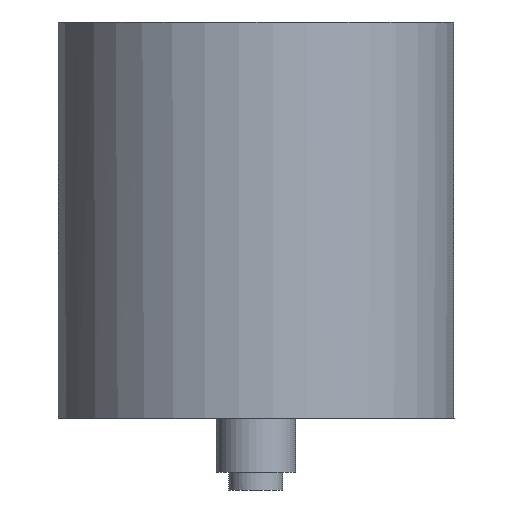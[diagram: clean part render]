
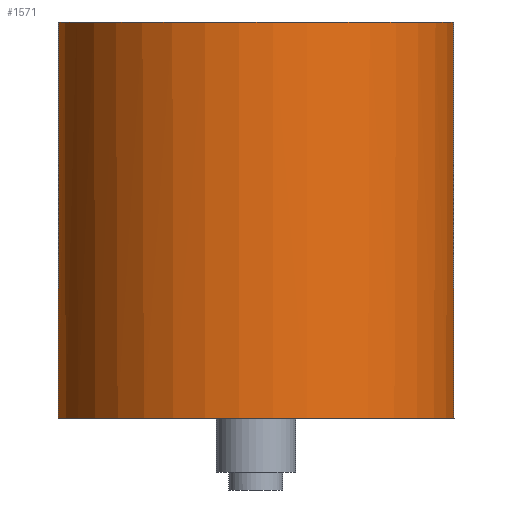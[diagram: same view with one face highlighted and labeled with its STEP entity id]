
A CAD part, front view. The second image highlights one B-rep face of the part: STEP entity #1571.
In plain terms, the highlighted cylindrical face has radius 55 mm (diameter 110 mm), a partial arc.
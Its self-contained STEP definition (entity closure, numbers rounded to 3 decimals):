
#170=LINE('',#2716,#275);
#171=LINE('',#2723,#276);
#175=LINE('',#2732,#280);
#177=LINE('',#2738,#282);
#275=VECTOR('',#2222,10.);
#276=VECTOR('',#2231,10.);
#280=VECTOR('',#2237,10.);
#282=VECTOR('',#2241,10.);
#325=CYLINDRICAL_SURFACE('',#1778,55.);
#398=FACE_OUTER_BOUND('',#492,.T.);
#492=EDGE_LOOP('',(#1403,#1404,#1405,#1406,#1407,#1408,#1409,#1410));
#627=CIRCLE('',#1775,55.);
#629=CIRCLE('',#1777,55.);
#630=CIRCLE('',#1779,55.);
#631=CIRCLE('',#1780,55.);
#772=VERTEX_POINT('',#2713);
#773=VERTEX_POINT('',#2715);
#774=VERTEX_POINT('',#2719);
#775=VERTEX_POINT('',#2721);
#777=VERTEX_POINT('',#2726);
#779=VERTEX_POINT('',#2730);
#780=VERTEX_POINT('',#2734);
#782=VERTEX_POINT('',#2737);
#992=EDGE_CURVE('',#773,#772,#170,.T.);
#996=EDGE_CURVE('',#775,#774,#171,.T.);
#1000=EDGE_CURVE('',#777,#779,#175,.T.);
#1002=EDGE_CURVE('',#782,#780,#177,.T.);
#1005=EDGE_CURVE('',#779,#773,#627,.T.);
#1007=EDGE_CURVE('',#775,#782,#629,.T.);
#1008=EDGE_CURVE('',#774,#772,#630,.T.);
#1009=EDGE_CURVE('',#777,#780,#631,.T.);
#1403=ORIENTED_EDGE('',*,*,#992,.T.);
#1404=ORIENTED_EDGE('',*,*,#1008,.F.);
#1405=ORIENTED_EDGE('',*,*,#996,.F.);
#1406=ORIENTED_EDGE('',*,*,#1007,.T.);
#1407=ORIENTED_EDGE('',*,*,#1002,.T.);
#1408=ORIENTED_EDGE('',*,*,#1009,.F.);
#1409=ORIENTED_EDGE('',*,*,#1000,.T.);
#1410=ORIENTED_EDGE('',*,*,#1005,.T.);
#1571=ADVANCED_FACE('',(#398),#325,.T.);
#1775=AXIS2_PLACEMENT_3D('',#2743,#2246,#2247);
#1777=AXIS2_PLACEMENT_3D('',#2745,#2250,#2251);
#1778=AXIS2_PLACEMENT_3D('',#2746,#2252,#2253);
#1779=AXIS2_PLACEMENT_3D('',#2747,#2254,#2255);
#1780=AXIS2_PLACEMENT_3D('',#2748,#2256,#2257);
#2222=DIRECTION('',(0.,0.,-1.));
#2231=DIRECTION('',(0.,0.,-1.));
#2237=DIRECTION('',(0.,0.,-1.));
#2241=DIRECTION('',(0.,0.,1.));
#2246=DIRECTION('center_axis',(0.,0.,-1.));
#2247=DIRECTION('ref_axis',(1.,0.,0.));
#2250=DIRECTION('center_axis',(0.,0.,-1.));
#2251=DIRECTION('ref_axis',(1.,0.,0.));
#2252=DIRECTION('center_axis',(0.,0.,-1.));
#2253=DIRECTION('ref_axis',(0.,-1.,0.));
#2254=DIRECTION('center_axis',(0.,0.,-1.));
#2255=DIRECTION('ref_axis',(1.,0.,0.));
#2256=DIRECTION('center_axis',(0.,0.,1.));
#2257=DIRECTION('ref_axis',(1.,0.,0.));
#2713=CARTESIAN_POINT('',(-16.5,52.467,-110.));
#2715=CARTESIAN_POINT('',(-16.5,52.467,-95.));
#2716=CARTESIAN_POINT('',(-16.5,52.467,-95.));
#2719=CARTESIAN_POINT('',(16.5,52.467,-110.));
#2721=CARTESIAN_POINT('',(16.5,52.467,-95.));
#2723=CARTESIAN_POINT('',(16.5,52.467,-95.));
#2726=CARTESIAN_POINT('',(-45.,31.623,0.));
#2730=CARTESIAN_POINT('',(-45.,31.623,-95.));
#2732=CARTESIAN_POINT('',(-45.,31.623,0.));
#2734=CARTESIAN_POINT('',(45.,31.623,0.));
#2737=CARTESIAN_POINT('',(45.,31.623,-95.));
#2738=CARTESIAN_POINT('',(45.,31.623,0.));
#2743=CARTESIAN_POINT('Origin',(0.,0.,-95.));
#2745=CARTESIAN_POINT('Origin',(0.,0.,-95.));
#2746=CARTESIAN_POINT('Origin',(0.,0.,0.));
#2747=CARTESIAN_POINT('Origin',(0.,0.,-110.));
#2748=CARTESIAN_POINT('Origin',(0.,0.,0.));
